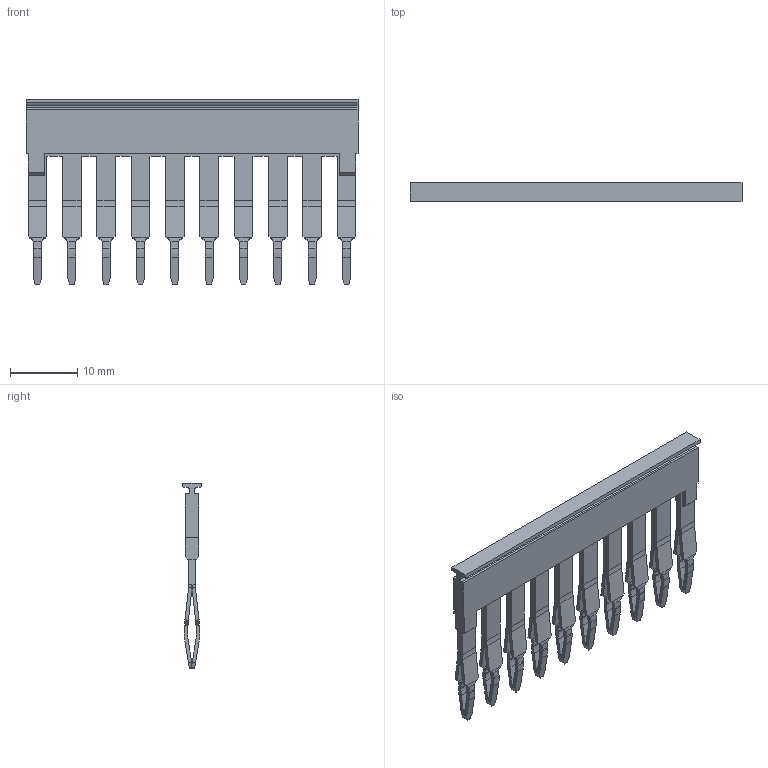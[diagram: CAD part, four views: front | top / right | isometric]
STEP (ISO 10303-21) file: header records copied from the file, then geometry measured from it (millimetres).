
FILE_DESCRIPTION(('CATIA V5 STEP Exchange','CAx-IF Rec.Pracs.--- Model Styling and Organization---1.4--- 2014-01-23'),'2;1');
FILE_NAME ('017010-10_0', '2021-06-15T06:01:29+00:00', ('none'), ('Weidmueller'), 'CATIA Version 5-6 Release 2016 SP3 HF44', 'CATIA V5 STEP AP214', 'none');
FILE_SCHEMA(('AUTOMOTIVE_DESIGN { 1 0 10303 214 1 1 1 1 }'));
Length unit declared in the file: millimetre
Products named in the file (1): ZQV 2.5/10
Bounding box: 49.3 x 2.8 x 27.61 mm (x, y, z)
Volume: 1220.1 mm3; surface area: 3027.1 mm2
Topology: 2 solids, 2 shells, 670 faces, 1920 edges, 1234 vertices
Faces by surface type: plane 426, cylinder 204, bspline 40
Entity records: 20073 total; most frequent: CARTESIAN_POINT 4812, ORIENTED_EDGE 3840, DIRECTION 2126, EDGE_CURVE 1920, VECTOR 1264, LINE 1264, VERTEX_POINT 1234, ADVANCED_FACE 670
